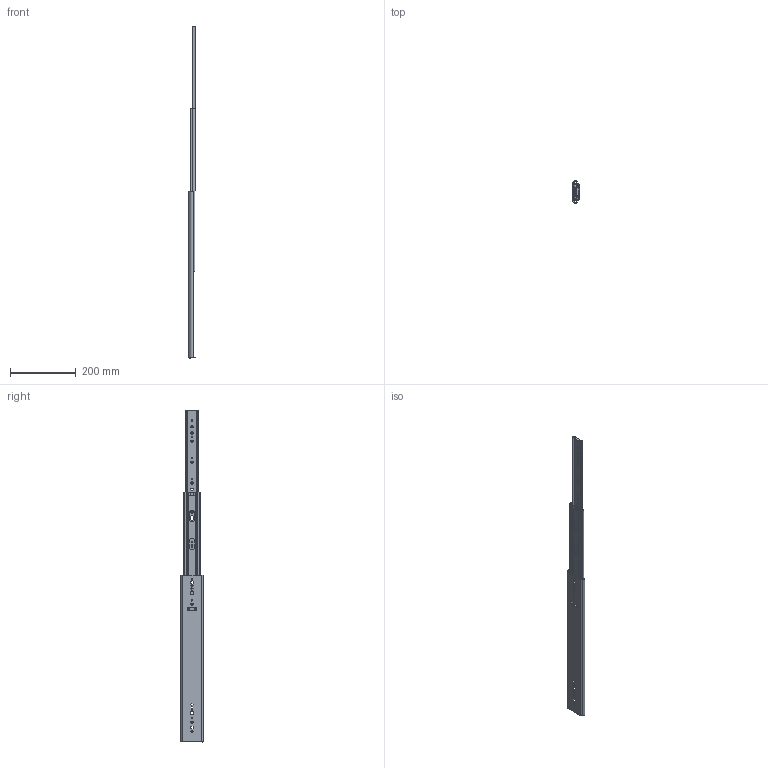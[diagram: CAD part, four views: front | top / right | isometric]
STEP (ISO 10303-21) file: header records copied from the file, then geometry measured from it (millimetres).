
FILE_DESCRIPTION (( 'STEP AP203' ), '1' );
FILE_NAME ('C690-20.STEP', '2021-06-03T00:50:30', ( '' ), ( '' ), 'SwSTEP 2.0', 'SolidWorks 2019', '' );
FILE_SCHEMA (( 'CONFIG_CONTROL_DESIGN' ));
Length unit declared in the file: millimetre
Products named in the file (5): OM C690-20; C690-20; CM C690-20; IM C690-20; SBP1019
Assembly tree (4 placements, depth 2):
  C690-20
    OM C690-20
    CM C690-20
    SBP1019
    IM C690-20
Bounding box: 20.5 x 69.75 x 1010.6 mm (x, y, z)
Volume: 269411.2 mm3; surface area: 225836.5 mm2
Topology: 4 solids, 4 shells, 400 faces, 1182 edges, 778 vertices
Faces by surface type: cylinder 217, plane 177, torus 6
Entity records: 14277 total; most frequent: CARTESIAN_POINT 2525, DIRECTION 2414, ORIENTED_EDGE 2364, EDGE_CURVE 1182, AXIS2_PLACEMENT_3D 847, VERTEX_POINT 778, LINE 720, VECTOR 720
